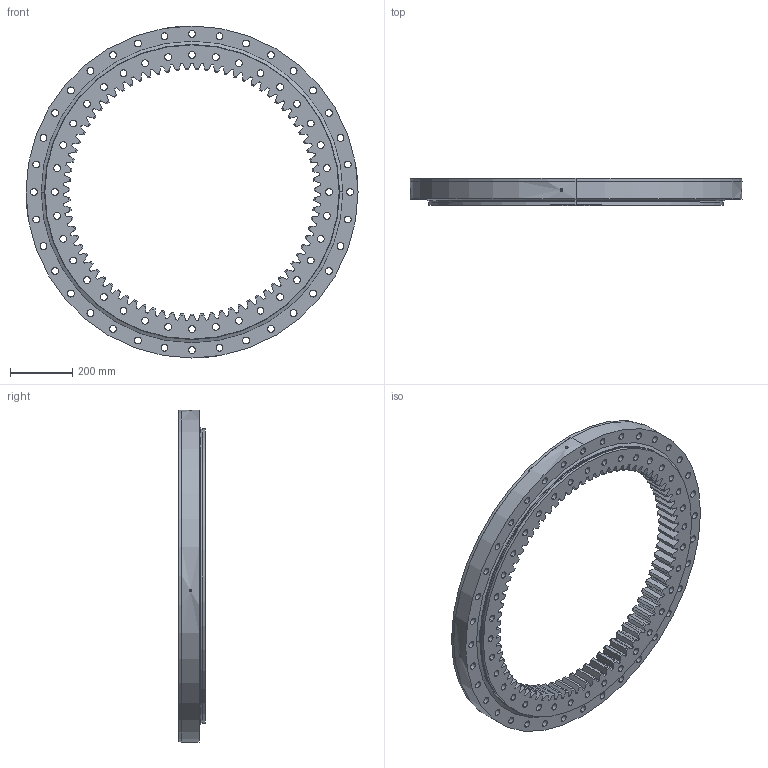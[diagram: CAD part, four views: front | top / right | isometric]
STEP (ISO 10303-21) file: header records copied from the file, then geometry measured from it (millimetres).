
FILE_DESCRIPTION (( 'STEP AP203' ), '1' );
FILE_NAME ('07-0946-05.STEP', '2017-12-27T10:56:15', ( 'defontaine' ), ( 'Hewlett-Packard Company' ), 'SwSTEP 2.0', 'SolidWorks 2016', '' );
FILE_SCHEMA (( 'CONFIG_CONTROL_DESIGN' ));
Length unit declared in the file: millimetre
Products named in the file (1): 07-0946-05
Bounding box: 1066 x 85 x 1066 mm (x, y, z)
Volume: 22952366.3 mm3; surface area: 2401321.1 mm2
Topology: 5 solids, 5 shells, 705 faces, 2051 edges, 1358 vertices
Faces by surface type: cylinder 331, cone 175, plane 174, torus 25
Entity records: 24871 total; most frequent: CARTESIAN_POINT 5671, ORIENTED_EDGE 4102, DIRECTION 3996, EDGE_CURVE 2051, AXIS2_PLACEMENT_3D 1587, VERTEX_POINT 1358, CIRCLE 881, EDGE_LOOP 867
